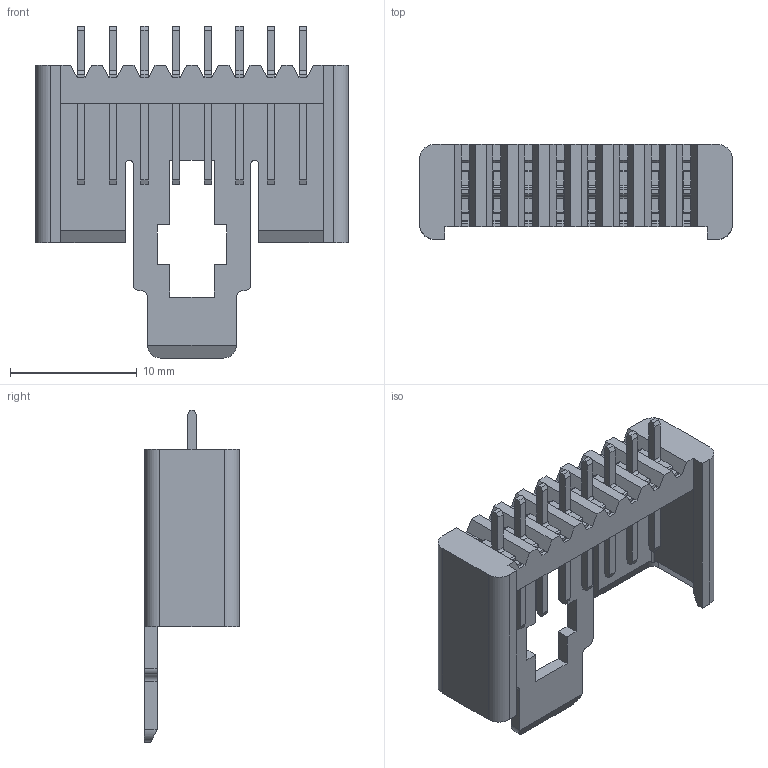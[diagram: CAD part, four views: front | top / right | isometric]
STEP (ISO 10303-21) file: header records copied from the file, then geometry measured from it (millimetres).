
FILE_DESCRIPTION( ('This file contains a STEP AP42 implementation' ,'as created by ZW3D STEP Interface translator.') ,'2;1' );
FILE_NAME( 'WF2512-WSXXGA2.stp' ,'23 426.105649', (''), ('ZWCAD Software Co.'), 'Version 1.0', 'ZW3D to STEP translator', '' );
FILE_SCHEMA(('AUTOMOTIVE_DESIGN { 1 0 10303 214 1 1 1 1 }'));
Length unit declared in the file: millimetre
Products named in the file (2): 0; WF2512-WSXXGA2
Bounding box: 24.7 x 7.5 x 26.2 mm (x, y, z)
Volume: 881.2 mm3; surface area: 1833.7 mm2
Topology: 1 solids, 1 shells, 425 faces, 1177 edges, 762 vertices
Faces by surface type: plane 365, cylinder 60
Entity records: 13843 total; most frequent: CARTESIAN_POINT 2477, ORIENTED_EDGE 2354, DIRECTION 2121, EDGE_CURVE 1177, VECTOR 1053, LINE 1053, VERTEX_POINT 762, AXIS2_PLACEMENT_3D 534
